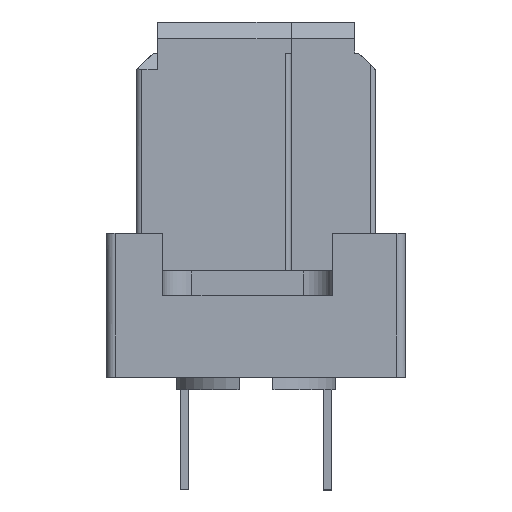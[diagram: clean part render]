
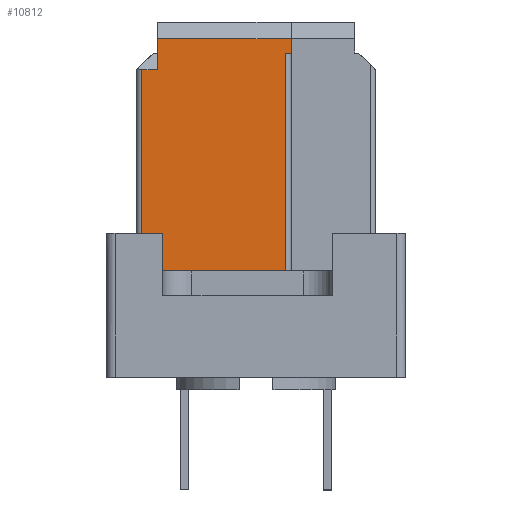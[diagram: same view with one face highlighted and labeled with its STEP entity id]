
A CAD part, front view. The second image highlights one B-rep face of the part: STEP entity #10812.
In plain terms, the highlighted free-form (B-spline) face has degree [1, 1] with [2, 2] control points.
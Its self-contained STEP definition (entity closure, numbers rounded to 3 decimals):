
#5855=CARTESIAN_POINT('',(-0.96,-81.87,11.35));
#5856=VERTEX_POINT('',#5855);
#5863=CARTESIAN_POINT('',(-0.96,-81.87,12.45));
#5864=VERTEX_POINT('',#5863);
#5865=CARTESIAN_POINT('',(-0.96,-81.87,11.35));
#5866=DIRECTION('',(0.0,0.0,1.0));
#5867=VECTOR('',#5866,1.1);
#5868=LINE('',#5865,#5867);
#5869=EDGE_CURVE('',#5856,#5864,#5868,.T.);
#10200=CARTESIAN_POINT('',(3.59,-81.87,11.95));
#10201=VERTEX_POINT('',#10200);
#10209=CARTESIAN_POINT('',(3.79,-81.87,11.95));
#10210=VERTEX_POINT('',#10209);
#10217=CARTESIAN_POINT('',(3.59,-81.87,11.95));
#10218=DIRECTION('',(1.0,0.0,0.0));
#10219=VECTOR('',#10218,0.2);
#10220=LINE('',#10217,#10219);
#10221=EDGE_CURVE('',#10201,#10210,#10220,.T.);
#10305=CARTESIAN_POINT('',(3.79,-81.87,12.45));
#10306=VERTEX_POINT('',#10305);
#10307=CARTESIAN_POINT('',(-0.96,-81.87,12.45));
#10308=DIRECTION('',(1.0,0.0,0.0));
#10309=VECTOR('',#10308,4.75);
#10310=LINE('',#10307,#10309);
#10311=EDGE_CURVE('',#5864,#10306,#10310,.T.);
#10446=CARTESIAN_POINT('',(3.79,-81.87,11.95));
#10447=DIRECTION('',(0.0,0.0,1.0));
#10448=VECTOR('',#10447,0.5);
#10449=LINE('',#10446,#10448);
#10450=EDGE_CURVE('',#10210,#10306,#10449,.T.);
#10462=CARTESIAN_POINT('',(3.59,-81.87,4.22));
#10463=VERTEX_POINT('',#10462);
#10464=CARTESIAN_POINT('',(3.59,-81.87,4.22));
#10465=DIRECTION('',(0.0,0.0,1.0));
#10466=VECTOR('',#10465,7.73);
#10467=LINE('',#10464,#10466);
#10468=EDGE_CURVE('',#10463,#10201,#10467,.T.);
#10583=CARTESIAN_POINT('',(-1.51,-81.87,4.22));
#10584=VERTEX_POINT('',#10583);
#10585=CARTESIAN_POINT('',(3.59,-81.87,4.22));
#10586=DIRECTION('',(-1.0,0.0,0.0));
#10587=VECTOR('',#10586,5.1);
#10588=LINE('',#10585,#10587);
#10589=EDGE_CURVE('',#10463,#10584,#10588,.T.);
#10753=CARTESIAN_POINT('',(-1.51,-81.87,11.35));
#10754=VERTEX_POINT('',#10753);
#10755=CARTESIAN_POINT('',(-1.51,-81.87,4.22));
#10756=DIRECTION('',(0.0,0.0,1.0));
#10757=VECTOR('',#10756,7.13);
#10758=LINE('',#10755,#10757);
#10759=EDGE_CURVE('',#10584,#10754,#10758,.T.);
#10780=CARTESIAN_POINT('',(-1.51,-81.87,11.35));
#10781=DIRECTION('',(1.0,0.0,0.0));
#10782=VECTOR('',#10781,0.55);
#10783=LINE('',#10780,#10782);
#10784=EDGE_CURVE('',#10754,#5856,#10783,.T.);
#10797=CARTESIAN_POINT('',(3.79,-81.87,12.45));
#10798=CARTESIAN_POINT('',(3.79,-81.87,4.22));
#10799=CARTESIAN_POINT('',(-1.51,-81.87,12.45));
#10800=CARTESIAN_POINT('',(-1.51,-81.87,4.22));
#10801=B_SPLINE_SURFACE_WITH_KNOTS('',1,1,((#10797,#10799),(#10798,#10800)),.UNSPECIFIED.,.F.,.F.,.U.,(2,2),(2,2),(0.0,8.23),(0.0,5.3),.UNSPECIFIED.);
#10802=ORIENTED_EDGE('',*,*,#10759,.F.);
#10803=ORIENTED_EDGE('',*,*,#10589,.F.);
#10804=ORIENTED_EDGE('',*,*,#10468,.T.);
#10805=ORIENTED_EDGE('',*,*,#10221,.T.);
#10806=ORIENTED_EDGE('',*,*,#10450,.T.);
#10807=ORIENTED_EDGE('',*,*,#10311,.F.);
#10808=ORIENTED_EDGE('',*,*,#5869,.F.);
#10809=ORIENTED_EDGE('',*,*,#10784,.F.);
#10810=EDGE_LOOP('',(#10802,#10803,#10804,#10805,#10806,#10807,#10808,#10809));
#10811=FACE_OUTER_BOUND('',#10810,.T.);
#10812=ADVANCED_FACE('',(#10811),#10801,.F.);
